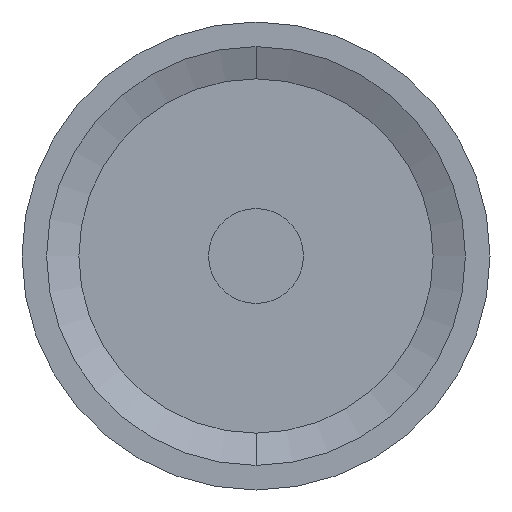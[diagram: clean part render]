
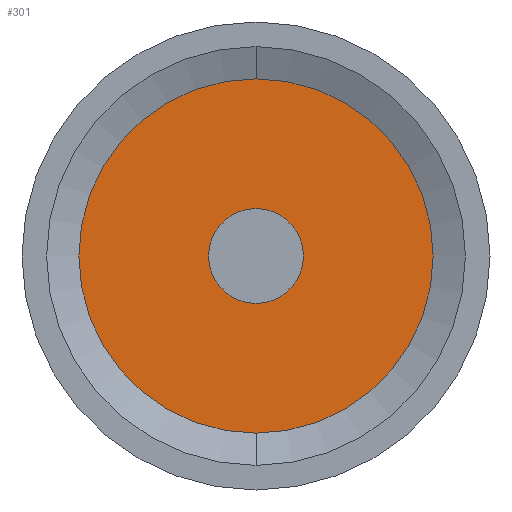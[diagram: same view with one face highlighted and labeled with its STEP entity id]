
A CAD part, front view. The second image highlights one B-rep face of the part: STEP entity #301.
In plain terms, the highlighted planar face has unit normal (0, -1, 0).
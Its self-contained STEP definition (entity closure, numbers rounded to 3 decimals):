
#1 = DIRECTION ( 'NONE',  ( 0., 0., 1. ) ) ;
#61 = CARTESIAN_POINT ( 'NONE',  ( 0., 0., 0. ) ) ;
#84 = CIRCLE ( 'NONE', #229, 2.375 ) ;
#108 = CARTESIAN_POINT ( 'NONE',  ( -2.375, 0., 0. ) ) ;
#118 = PLANE ( 'NONE',  #190 ) ;
#119 = AXIS2_PLACEMENT_3D ( 'NONE', #212, #417, #348 ) ;
#132 = CIRCLE ( 'NONE', #119, 0.635 ) ;
#167 = ORIENTED_EDGE ( 'NONE', *, *, #442, .T. ) ;
#190 = AXIS2_PLACEMENT_3D ( 'NONE', #108, #631, #762 ) ;
#195 = AXIS2_PLACEMENT_3D ( 'NONE', #61, #397, #716 ) ;
#204 = CARTESIAN_POINT ( 'NONE',  ( 0.635, 0., 0. ) ) ;
#211 = CARTESIAN_POINT ( 'NONE',  ( 0., 0., 0. ) ) ;
#212 = CARTESIAN_POINT ( 'NONE',  ( 0., 0., 0. ) ) ;
#229 = AXIS2_PLACEMENT_3D ( 'NONE', #651, #268, #1 ) ;
#242 = VERTEX_POINT ( 'NONE', #204 ) ;
#248 = EDGE_CURVE ( 'NONE', #649, #242, #783, .T. ) ;
#268 = DIRECTION ( 'NONE',  ( 0., -1., 0. ) ) ;
#301 = ADVANCED_FACE ( 'NONE', ( #679, #747 ), #118, .T. ) ;
#303 = ORIENTED_EDGE ( 'NONE', *, *, #386, .T. ) ;
#337 = DIRECTION ( 'NONE',  ( 0., -1., 0. ) ) ;
#342 = ORIENTED_EDGE ( 'NONE', *, *, #774, .F. ) ;
#345 = ORIENTED_EDGE ( 'NONE', *, *, #248, .F. ) ;
#348 = DIRECTION ( 'NONE',  ( -1., 0., 0. ) ) ;
#386 = EDGE_CURVE ( 'NONE', #623, #824, #552, .T. ) ;
#397 = DIRECTION ( 'NONE',  ( 0., -1., 0. ) ) ;
#417 = DIRECTION ( 'NONE',  ( 0., -1., 0. ) ) ;
#432 = EDGE_LOOP ( 'NONE', ( #345, #342 ) ) ;
#442 = EDGE_CURVE ( 'NONE', #824, #623, #84, .T. ) ;
#463 = EDGE_LOOP ( 'NONE', ( #303, #167 ) ) ;
#485 = CARTESIAN_POINT ( 'NONE',  ( 0., 0., -2.375 ) ) ;
#532 = CARTESIAN_POINT ( 'NONE',  ( 0., 0., 2.375 ) ) ;
#545 = CARTESIAN_POINT ( 'NONE',  ( -0.635, 0., 0. ) ) ;
#552 = CIRCLE ( 'NONE', #195, 2.375 ) ;
#623 = VERTEX_POINT ( 'NONE', #532 ) ;
#631 = DIRECTION ( 'NONE',  ( 0., -1., 0. ) ) ;
#649 = VERTEX_POINT ( 'NONE', #545 ) ;
#651 = CARTESIAN_POINT ( 'NONE',  ( 0., 0., 0. ) ) ;
#679 = FACE_OUTER_BOUND ( 'NONE', #463, .T. ) ;
#716 = DIRECTION ( 'NONE',  ( 0., 0., 1. ) ) ;
#747 = FACE_BOUND ( 'NONE', #432, .T. ) ;
#762 = DIRECTION ( 'NONE',  ( 0., 0., -1. ) ) ;
#774 = EDGE_CURVE ( 'NONE', #242, #649, #132, .T. ) ;
#783 = CIRCLE ( 'NONE', #823, 0.635 ) ;
#787 = DIRECTION ( 'NONE',  ( -1., 0., 0. ) ) ;
#823 = AXIS2_PLACEMENT_3D ( 'NONE', #211, #337, #787 ) ;
#824 = VERTEX_POINT ( 'NONE', #485 ) ;
